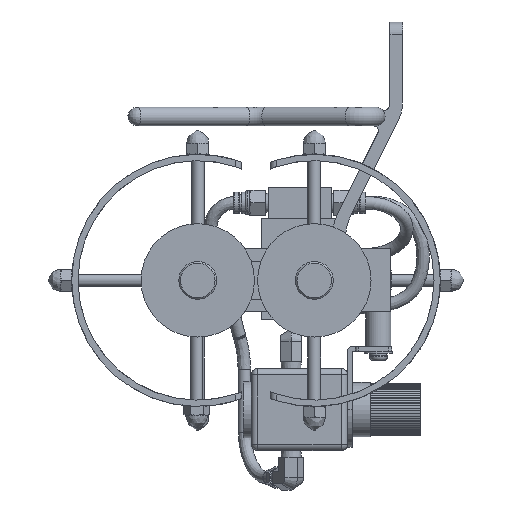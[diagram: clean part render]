
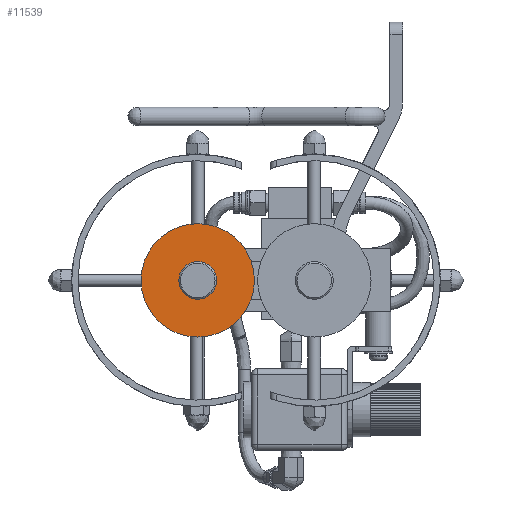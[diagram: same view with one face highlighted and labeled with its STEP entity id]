
A CAD part, left-side view. The second image highlights one B-rep face of the part: STEP entity #11539.
In plain terms, the highlighted planar face has unit normal (-1, 0, 0).
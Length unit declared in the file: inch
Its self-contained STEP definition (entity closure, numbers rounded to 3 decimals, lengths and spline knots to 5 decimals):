
#2785=PLANE('',#12965);
#3246=FACE_BOUND('',#4807,.T.);
#3911=FACE_OUTER_BOUND('',#4806,.T.);
#4806=EDGE_LOOP('',(#10767));
#4807=EDGE_LOOP('',(#10768));
#5344=CIRCLE('',#12960,0.375);
#5346=CIRCLE('',#12963,1.125);
#6361=VERTEX_POINT('',#23096);
#6363=VERTEX_POINT('',#23101);
#7835=EDGE_CURVE('',#6361,#6361,#5344,.T.);
#7837=EDGE_CURVE('',#6363,#6363,#5346,.T.);
#10767=ORIENTED_EDGE('',*,*,#7837,.T.);
#10768=ORIENTED_EDGE('',*,*,#7835,.T.);
#11539=ADVANCED_FACE('',(#3911,#3246),#2785,.F.);
#12960=AXIS2_PLACEMENT_3D('',#23097,#16190,#16191);
#12963=AXIS2_PLACEMENT_3D('',#23102,#16196,#16197);
#12965=AXIS2_PLACEMENT_3D('',#23105,#16200,#16201);
#16190=DIRECTION('center_axis',(1.,0.,0.));
#16191=DIRECTION('ref_axis',(0.,1.,0.));
#16196=DIRECTION('center_axis',(-1.,0.,0.));
#16197=DIRECTION('ref_axis',(0.,-1.,0.));
#16200=DIRECTION('center_axis',(1.,0.,0.));
#16201=DIRECTION('ref_axis',(0.,0.,-1.));
#23096=CARTESIAN_POINT('',(-6.,-0.375,0.));
#23097=CARTESIAN_POINT('Origin',(-6.,0.,0.));
#23101=CARTESIAN_POINT('',(-6.,1.125,0.));
#23102=CARTESIAN_POINT('Origin',(-6.,0.,0.));
#23105=CARTESIAN_POINT('Origin',(-6.,0.,0.));
